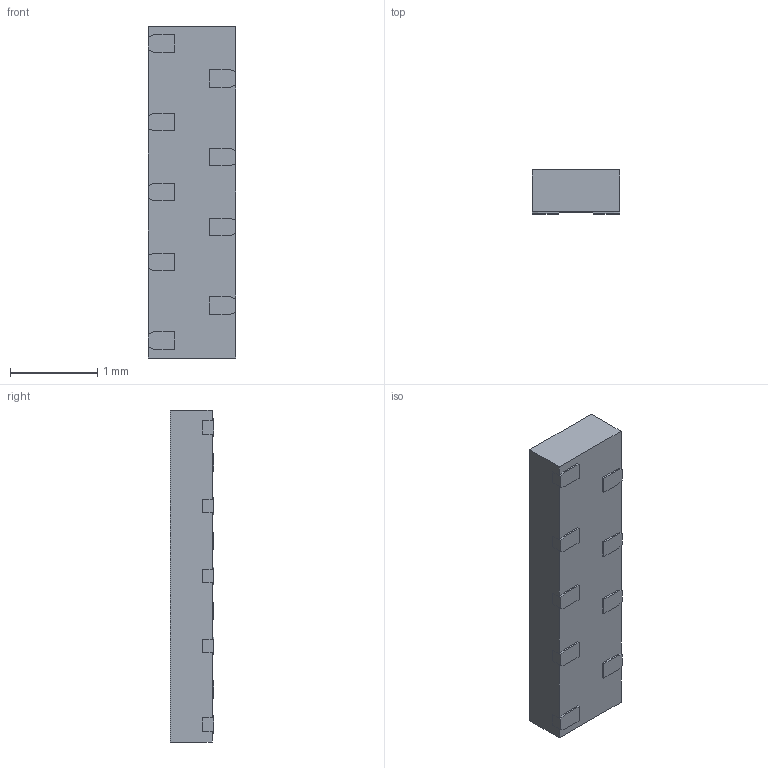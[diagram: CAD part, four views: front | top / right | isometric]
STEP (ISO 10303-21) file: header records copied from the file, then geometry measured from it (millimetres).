
FILE_DESCRIPTION (( 'STEP AP214' ), '1' );
FILE_NAME ('UDFN-9 1.0x3.8.step', '2024-08-18T06:10:52+00:00', 'Stefan Hamminga', '', '', '', '');
FILE_SCHEMA (( 'AUTOMOTIVE_DESIGN' ));
Length unit declared in the file: millimetre
Products named in the file (1): UDFN-9 1.0x3.8
Bounding box: 1 x 0.5 x 3.8 mm (x, y, z)
Volume: 1.8 mm3; surface area: 12.4 mm2
Topology: 1 solids, 1 shells, 69 faces, 201 edges, 134 vertices
Faces by surface type: plane 69
Entity records: 2335 total; most frequent: CARTESIAN_POINT 405, ORIENTED_EDGE 402, DIRECTION 341, LINE 201, EDGE_CURVE 201, VECTOR 201, VERTEX_POINT 134, AXIS2_PLACEMENT_3D 70
